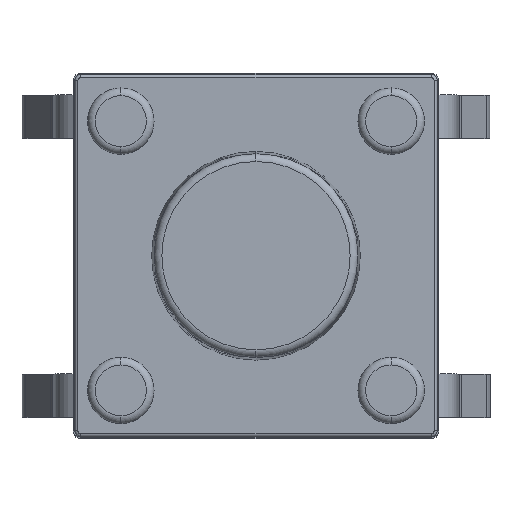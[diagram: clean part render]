
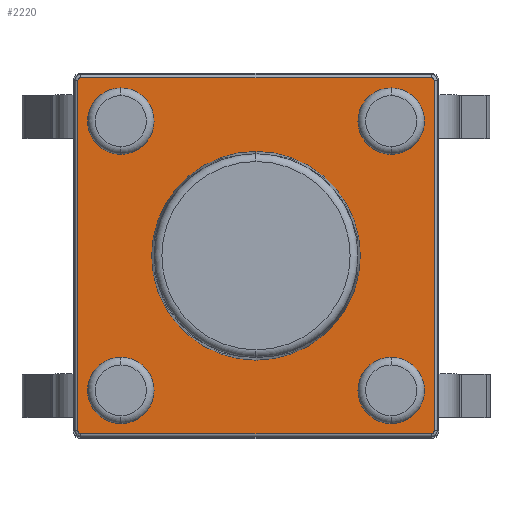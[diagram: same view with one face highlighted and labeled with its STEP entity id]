
A CAD part, top view. The second image highlights one B-rep face of the part: STEP entity #2220.
In plain terms, the highlighted planar face has unit normal (0, 0, 1).
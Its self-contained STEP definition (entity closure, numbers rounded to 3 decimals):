
#680 = VERTEX_POINT('',#681);
#681 = CARTESIAN_POINT('',(0.,-1.717,
    3.696));
#687 = EDGE_CURVE('',#680,#688,#690,.T.);
#688 = VERTEX_POINT('',#689);
#689 = CARTESIAN_POINT('',(0.,1.712,
    3.696));
#690 = CIRCLE('',#691,1.715);
#691 = AXIS2_PLACEMENT_3D('',#692,#693,#694);
#692 = CARTESIAN_POINT('',(0.,-0.003,
    3.696));
#693 = DIRECTION('',(0.,0.,1.));
#694 = DIRECTION('',(0.,-1.,0.));
#712 = VERTEX_POINT('',#713);
#713 = CARTESIAN_POINT('',(-2.222,2.756,3.696)
  );
#719 = EDGE_CURVE('',#712,#720,#722,.T.);
#720 = VERTEX_POINT('',#721);
#721 = CARTESIAN_POINT('',(-2.222,1.664,3.696)
  );
#722 = CIRCLE('',#723,0.546);
#723 = AXIS2_PLACEMENT_3D('',#724,#725,#726);
#724 = CARTESIAN_POINT('',(-2.222,2.21,3.696)
  );
#725 = DIRECTION('',(0.,0.,1.));
#726 = DIRECTION('',(0.,-1.,0.));
#744 = VERTEX_POINT('',#745);
#745 = CARTESIAN_POINT('',(2.222,2.756,3.696)
  );
#751 = EDGE_CURVE('',#744,#752,#754,.T.);
#752 = VERTEX_POINT('',#753);
#753 = CARTESIAN_POINT('',(2.222,1.664,3.696)
  );
#754 = CIRCLE('',#755,0.546);
#755 = AXIS2_PLACEMENT_3D('',#756,#757,#758);
#756 = CARTESIAN_POINT('',(2.222,2.21,3.696)
  );
#757 = DIRECTION('',(0.,0.,1.));
#758 = DIRECTION('',(0.,-1.,0.));
#776 = VERTEX_POINT('',#777);
#777 = CARTESIAN_POINT('',(2.222,-1.669,3.696)
  );
#783 = EDGE_CURVE('',#776,#784,#786,.T.);
#784 = VERTEX_POINT('',#785);
#785 = CARTESIAN_POINT('',(2.222,-2.762,3.696)
  );
#786 = CIRCLE('',#787,0.546);
#787 = AXIS2_PLACEMENT_3D('',#788,#789,#790);
#788 = CARTESIAN_POINT('',(2.222,-2.215,3.696)
  );
#789 = DIRECTION('',(0.,0.,1.));
#790 = DIRECTION('',(0.,-1.,0.));
#808 = VERTEX_POINT('',#809);
#809 = CARTESIAN_POINT('',(-2.222,-1.669,3.696
    ));
#815 = EDGE_CURVE('',#808,#816,#818,.T.);
#816 = VERTEX_POINT('',#817);
#817 = CARTESIAN_POINT('',(-2.222,-2.762,3.696
    ));
#818 = CIRCLE('',#819,0.546);
#819 = AXIS2_PLACEMENT_3D('',#820,#821,#822);
#820 = CARTESIAN_POINT('',(-2.222,-2.215,3.696
    ));
#821 = DIRECTION('',(0.,0.,1.));
#822 = DIRECTION('',(0.,-1.,0.));
#2220 = ADVANCED_FACE('',(#2221,#2291,#2301,#2311,#2321,#2331),#2341,.F.
  );
#2221 = FACE_BOUND('',#2222,.T.);
#2222 = EDGE_LOOP('',(#2223,#2233,#2242,#2250,#2259,#2267,#2276,#2284));
#2223 = ORIENTED_EDGE('',*,*,#2224,.T.);
#2224 = EDGE_CURVE('',#2225,#2227,#2229,.T.);
#2225 = VERTEX_POINT('',#2226);
#2226 = CARTESIAN_POINT('',(-2.927,2.874,3.696
    ));
#2227 = VERTEX_POINT('',#2228);
#2228 = CARTESIAN_POINT('',(-2.927,-2.879,
    3.696));
#2229 = LINE('',#2230,#2231);
#2230 = CARTESIAN_POINT('',(-2.927,-2.879,
    3.696));
#2231 = VECTOR('',#2232,1.);
#2232 = DIRECTION('',(0.,-1.,0.));
#2233 = ORIENTED_EDGE('',*,*,#2234,.T.);
#2234 = EDGE_CURVE('',#2227,#2235,#2237,.T.);
#2235 = VERTEX_POINT('',#2236);
#2236 = CARTESIAN_POINT('',(-2.877,-2.93,
    3.696));
#2237 = CIRCLE('',#2238,0.051);
#2238 = AXIS2_PLACEMENT_3D('',#2239,#2240,#2241);
#2239 = CARTESIAN_POINT('',(-2.877,-2.879,
    3.696));
#2240 = DIRECTION('',(0.,0.,1.));
#2241 = DIRECTION('',(0.,-1.,0.));
#2242 = ORIENTED_EDGE('',*,*,#2243,.T.);
#2243 = EDGE_CURVE('',#2235,#2244,#2246,.T.);
#2244 = VERTEX_POINT('',#2245);
#2245 = CARTESIAN_POINT('',(2.877,-2.93,3.696
    ));
#2246 = LINE('',#2247,#2248);
#2247 = CARTESIAN_POINT('',(2.877,-2.93,3.696
    ));
#2248 = VECTOR('',#2249,1.);
#2249 = DIRECTION('',(1.,0.,0.));
#2250 = ORIENTED_EDGE('',*,*,#2251,.T.);
#2251 = EDGE_CURVE('',#2244,#2252,#2254,.T.);
#2252 = VERTEX_POINT('',#2253);
#2253 = CARTESIAN_POINT('',(2.927,-2.879,3.696
    ));
#2254 = CIRCLE('',#2255,0.051);
#2255 = AXIS2_PLACEMENT_3D('',#2256,#2257,#2258);
#2256 = CARTESIAN_POINT('',(2.877,-2.879,3.696
    ));
#2257 = DIRECTION('',(0.,0.,1.));
#2258 = DIRECTION('',(0.,-1.,0.));
#2259 = ORIENTED_EDGE('',*,*,#2260,.T.);
#2260 = EDGE_CURVE('',#2252,#2261,#2263,.T.);
#2261 = VERTEX_POINT('',#2262);
#2262 = CARTESIAN_POINT('',(2.927,2.874,3.696)
  );
#2263 = LINE('',#2264,#2265);
#2264 = CARTESIAN_POINT('',(2.927,2.874,3.696)
  );
#2265 = VECTOR('',#2266,1.);
#2266 = DIRECTION('',(0.,1.,0.));
#2267 = ORIENTED_EDGE('',*,*,#2268,.T.);
#2268 = EDGE_CURVE('',#2261,#2269,#2271,.T.);
#2269 = VERTEX_POINT('',#2270);
#2270 = CARTESIAN_POINT('',(2.877,2.925,3.696)
  );
#2271 = CIRCLE('',#2272,0.051);
#2272 = AXIS2_PLACEMENT_3D('',#2273,#2274,#2275);
#2273 = CARTESIAN_POINT('',(2.877,2.874,3.696)
  );
#2274 = DIRECTION('',(0.,0.,1.));
#2275 = DIRECTION('',(0.,-1.,0.));
#2276 = ORIENTED_EDGE('',*,*,#2277,.T.);
#2277 = EDGE_CURVE('',#2269,#2278,#2280,.T.);
#2278 = VERTEX_POINT('',#2279);
#2279 = CARTESIAN_POINT('',(-2.877,2.925,3.696
    ));
#2280 = LINE('',#2281,#2282);
#2281 = CARTESIAN_POINT('',(-2.877,2.925,3.696
    ));
#2282 = VECTOR('',#2283,1.);
#2283 = DIRECTION('',(-1.,0.,0.));
#2284 = ORIENTED_EDGE('',*,*,#2285,.T.);
#2285 = EDGE_CURVE('',#2278,#2225,#2286,.T.);
#2286 = CIRCLE('',#2287,0.051);
#2287 = AXIS2_PLACEMENT_3D('',#2288,#2289,#2290);
#2288 = CARTESIAN_POINT('',(-2.877,2.874,3.696
    ));
#2289 = DIRECTION('',(0.,0.,1.));
#2290 = DIRECTION('',(0.,-1.,0.));
#2291 = FACE_BOUND('',#2292,.T.);
#2292 = EDGE_LOOP('',(#2293,#2300));
#2293 = ORIENTED_EDGE('',*,*,#2294,.F.);
#2294 = EDGE_CURVE('',#720,#712,#2295,.T.);
#2295 = CIRCLE('',#2296,0.546);
#2296 = AXIS2_PLACEMENT_3D('',#2297,#2298,#2299);
#2297 = CARTESIAN_POINT('',(-2.222,2.21,3.696
    ));
#2298 = DIRECTION('',(0.,0.,1.));
#2299 = DIRECTION('',(0.,-1.,0.));
#2300 = ORIENTED_EDGE('',*,*,#719,.F.);
#2301 = FACE_BOUND('',#2302,.T.);
#2302 = EDGE_LOOP('',(#2303,#2310));
#2303 = ORIENTED_EDGE('',*,*,#2304,.F.);
#2304 = EDGE_CURVE('',#784,#776,#2305,.T.);
#2305 = CIRCLE('',#2306,0.546);
#2306 = AXIS2_PLACEMENT_3D('',#2307,#2308,#2309);
#2307 = CARTESIAN_POINT('',(2.222,-2.215,3.696
    ));
#2308 = DIRECTION('',(0.,0.,1.));
#2309 = DIRECTION('',(0.,-1.,0.));
#2310 = ORIENTED_EDGE('',*,*,#783,.F.);
#2311 = FACE_BOUND('',#2312,.T.);
#2312 = EDGE_LOOP('',(#2313,#2320));
#2313 = ORIENTED_EDGE('',*,*,#2314,.F.);
#2314 = EDGE_CURVE('',#816,#808,#2315,.T.);
#2315 = CIRCLE('',#2316,0.546);
#2316 = AXIS2_PLACEMENT_3D('',#2317,#2318,#2319);
#2317 = CARTESIAN_POINT('',(-2.222,-2.215,
    3.696));
#2318 = DIRECTION('',(0.,0.,1.));
#2319 = DIRECTION('',(0.,-1.,0.));
#2320 = ORIENTED_EDGE('',*,*,#815,.F.);
#2321 = FACE_BOUND('',#2322,.T.);
#2322 = EDGE_LOOP('',(#2323,#2330));
#2323 = ORIENTED_EDGE('',*,*,#2324,.F.);
#2324 = EDGE_CURVE('',#752,#744,#2325,.T.);
#2325 = CIRCLE('',#2326,0.546);
#2326 = AXIS2_PLACEMENT_3D('',#2327,#2328,#2329);
#2327 = CARTESIAN_POINT('',(2.222,2.21,3.696)
  );
#2328 = DIRECTION('',(0.,0.,1.));
#2329 = DIRECTION('',(0.,-1.,0.));
#2330 = ORIENTED_EDGE('',*,*,#751,.F.);
#2331 = FACE_BOUND('',#2332,.T.);
#2332 = EDGE_LOOP('',(#2333,#2340));
#2333 = ORIENTED_EDGE('',*,*,#2334,.F.);
#2334 = EDGE_CURVE('',#688,#680,#2335,.T.);
#2335 = CIRCLE('',#2336,1.715);
#2336 = AXIS2_PLACEMENT_3D('',#2337,#2338,#2339);
#2337 = CARTESIAN_POINT('',(0.,-0.003,
    3.696));
#2338 = DIRECTION('',(0.,0.,1.));
#2339 = DIRECTION('',(0.,-1.,0.));
#2340 = ORIENTED_EDGE('',*,*,#687,.F.);
#2341 = PLANE('',#2342);
#2342 = AXIS2_PLACEMENT_3D('',#2343,#2344,#2345);
#2343 = CARTESIAN_POINT('',(2.877,2.874,3.696)
  );
#2344 = DIRECTION('',(0.,0.,-1.));
#2345 = DIRECTION('',(0.,-1.,0.));
